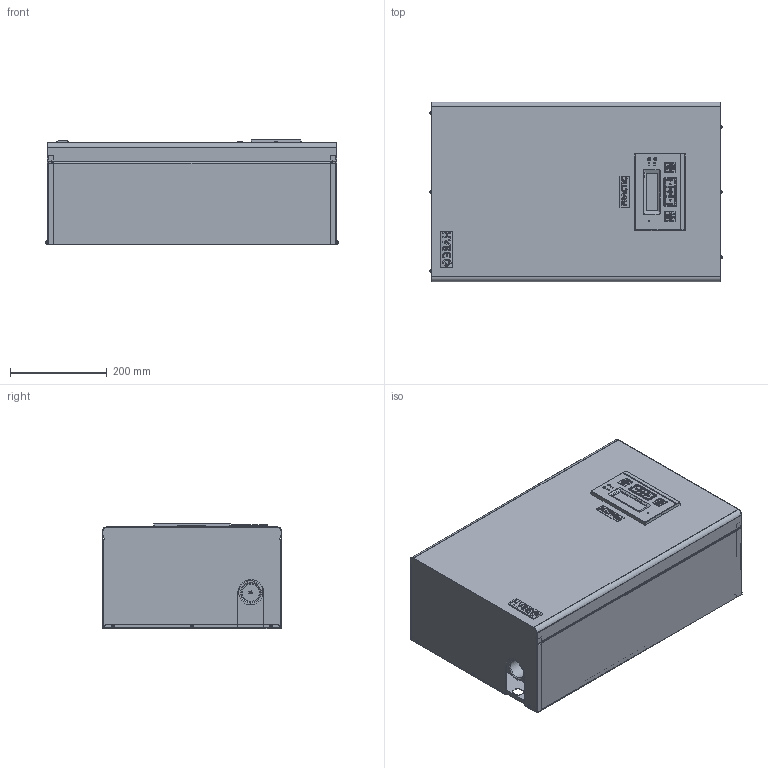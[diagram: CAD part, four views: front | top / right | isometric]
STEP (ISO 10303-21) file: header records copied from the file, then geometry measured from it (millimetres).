
FILE_DESCRIPTION(('STEP AP203'), '1');
FILE_NAME('暐櫛 PRACTIC 3-28', '', ('UNSPECIFIED'), ('UNSPECIFIED'), 'ASCON STEP Converter 1.6', 'ASCON Math Kernel', '');
FILE_SCHEMA(('CONFIG_CONTROL_DESIGN'));
Length unit declared in the file: millimetre
Bounding box: 605.06 x 372 x 219 mm (x, y, z)
Volume: 14379866.5 mm3; surface area: 2224036 mm2
Topology: 5 solids, 5 shells, 4074 faces, 11260 edges, 7301 vertices
Faces by surface type: plane 2556, cylinder 681, bspline 354, cone 283, extrusion 158, torus 29, sphere 13
Full cylindrical faces by diameter (mm): 0.5 x4, 0.6 x6, 0.7 x4, 0.8 x2, 0.85 x4, 0.9 x1, 1.1 x3, 1.2 x27, 1.8 x4, 2 x5, 2.2 x4, 3.5 x12, 4.2 x6, 5 x3, 5.6 x7, 7 x8, 8 x1, 8.3 x1, 12 x1, 20 x1, 35.9 x2, 38.953 x2, 42.3 x2, 42.5 x2, 50 x2
Entity records: 210071 total; most frequent: CARTESIAN_POINT 76977, ORIENTED_EDGE 22168, DIRECTION 18574, EDGE_CURVE 11084, VECTOR 7550, LINE 7392, VERTEX_POINT 7301, AXIS2_PLACEMENT_3D 5512
